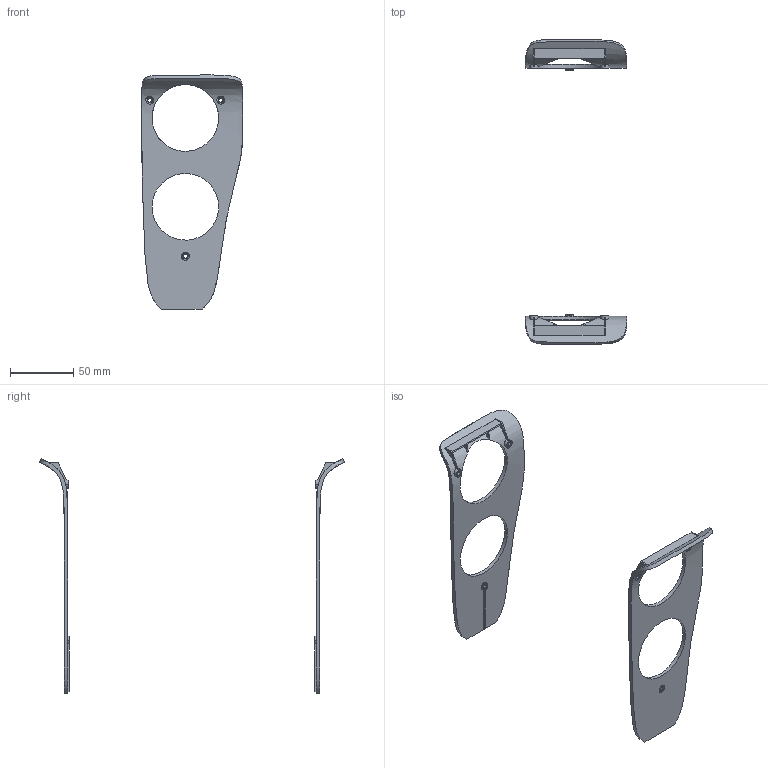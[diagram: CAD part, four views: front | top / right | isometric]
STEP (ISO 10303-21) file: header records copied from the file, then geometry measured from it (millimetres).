
FILE_DESCRIPTION(/* description */ (''),/* implementation_level */ '2;1');
FILE_NAME(/* name */ '小腿外侧',/* time_stamp */ '2025-05-16T17:24:40+08:00',/* author */ (''),/* organization */ (''),/* preprocessor_version */ 'ST-DEVELOPER v19.2',/* originating_system */ 'Rhino 8.17',/* authorisation */ '');
FILE_SCHEMA (('CONFIG_CONTROL_DESIGN'));
Length unit declared in the file: centimetre
Products named in the file (1): Document
Bounding box: 79.61 x 240.13 x 184.5 mm (x, y, z)
Volume: 52245.1 mm3; surface area: 44224.1 mm2
Topology: 26 solids, 26 shells, 220 faces, 490 edges, 302 vertices
Faces by surface type: plane 100, bspline 76, cylinder 44
Entity records: 14958 total; most frequent: CARTESIAN_POINT 11134, ORIENTED_EDGE 972, EDGE_CURVE 486, DIRECTION 324, B_SPLINE_CURVE_WITH_KNOTS 314, VERTEX_POINT 302, EDGE_LOOP 248, AXIS2_PLACEMENT_3D 234
